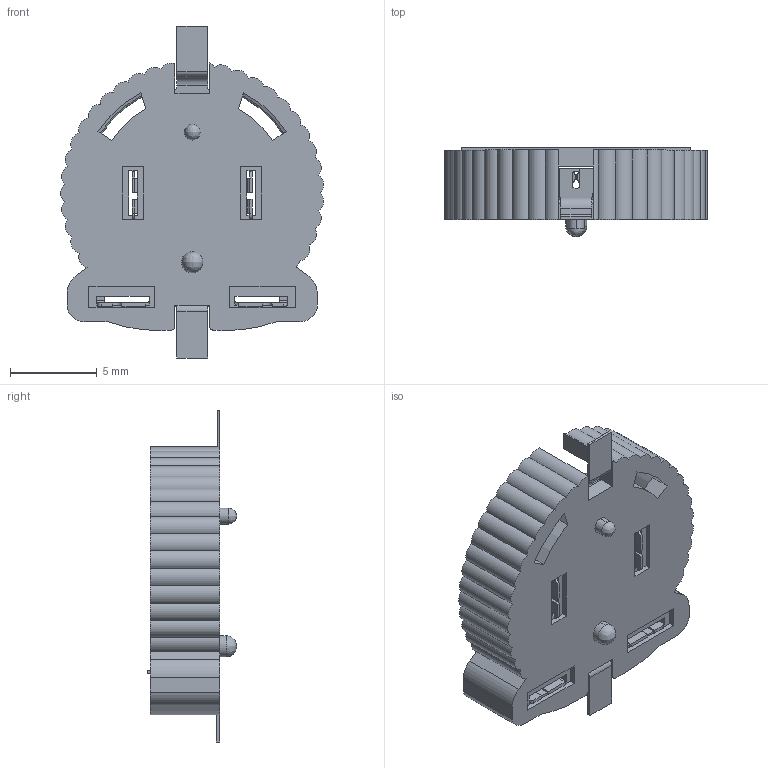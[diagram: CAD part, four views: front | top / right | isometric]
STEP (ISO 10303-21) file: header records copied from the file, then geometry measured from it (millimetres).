
FILE_DESCRIPTION (( 'STEP AP214' ), '1' );
FILE_NAME ('1056TR.STEP', '2016-02-23T14:13:11', ( '' ), ( '' ), 'SwSTEP 2.0', 'SolidWorks 2013', '' );
FILE_SCHEMA (( 'AUTOMOTIVE_DESIGN' ));
Length unit declared in the file: inch
Products named in the file (1): 1056TR
Bounding box: 15.14 x 5.16 x 19.11 mm (x, y, z)
Volume: 359.5 mm3; surface area: 1030.3 mm2
Topology: 3 solids, 3 shells, 341 faces, 1005 edges, 668 vertices
Faces by surface type: plane 189, cylinder 142, bspline 10
Entity records: 16006 total; most frequent: CARTESIAN_POINT 2159, ORIENTED_EDGE 2002, DIRECTION 1957, EDGE_CURVE 1001, VECTOR 689, LINE 689, VERTEX_POINT 668, AXIS2_PLACEMENT_3D 634
